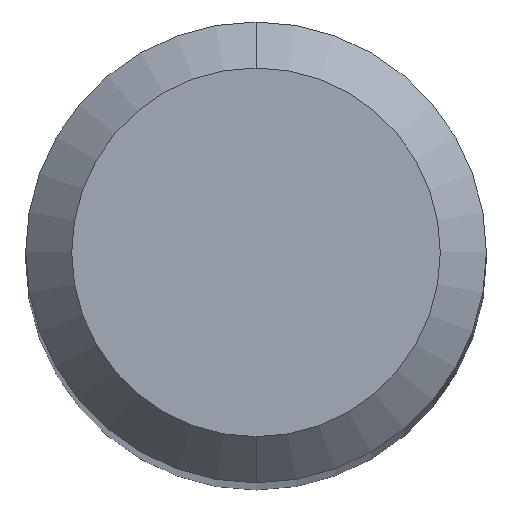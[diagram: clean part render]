
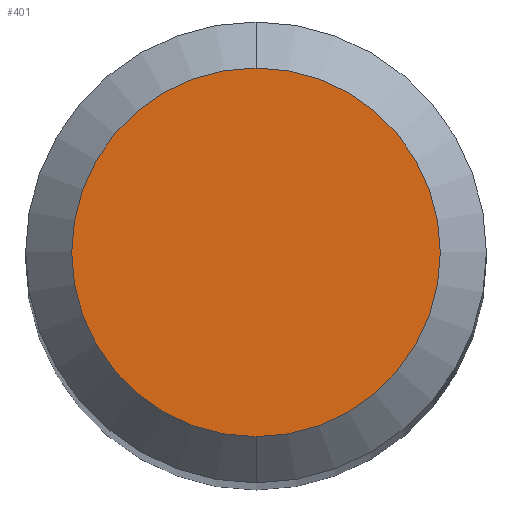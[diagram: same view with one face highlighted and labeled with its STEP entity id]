
A CAD part, top view. The second image highlights one B-rep face of the part: STEP entity #401.
In plain terms, the highlighted planar face has unit normal (0, 0, 1).
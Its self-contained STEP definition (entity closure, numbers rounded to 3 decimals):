
#283=VERTEX_POINT('',#605);
#309=VERTEX_POINT('',#633);
#325=EDGE_CURVE('',#309,#283,#649,.T.);
#401=ADVANCED_FACE('',(#732),#733,.T.);
#429=EDGE_CURVE('',#283,#309,#765,.T.);
#605=CARTESIAN_POINT('',(0.,-1.2,0.0));
#633=CARTESIAN_POINT('',(0.0,1.2,0.0));
#649=CIRCLE('',#1140,1.2);
#732=FACE_OUTER_BOUND('',#1336,.T.);
#733=PLANE('',#1337);
#765=CIRCLE('',#1381,1.2);
#1140=AXIS2_PLACEMENT_3D('',#1641,#1642,#1643);
#1336=EDGE_LOOP('',(#1731,#1732));
#1337=AXIS2_PLACEMENT_3D('',#1733,#1734,#1735);
#1381=AXIS2_PLACEMENT_3D('',#1780,#1781,#1782);
#1641=CARTESIAN_POINT('',(0.0,0.0,0.0));
#1642=DIRECTION('',(0.0,0.0,-1.0));
#1643=DIRECTION('',(0.0,1.0,0.0));
#1731=ORIENTED_EDGE('',*,*,#325,.F.);
#1732=ORIENTED_EDGE('',*,*,#429,.F.);
#1733=CARTESIAN_POINT('',(0.0,0.6,0.0));
#1734=DIRECTION('',(-0.0,0.0,1.0));
#1735=DIRECTION('',(0.0,-1.0,0.0));
#1780=CARTESIAN_POINT('',(0.0,0.0,0.0));
#1781=DIRECTION('',(0.0,0.0,-1.0));
#1782=DIRECTION('',(0.0,1.0,0.0));
